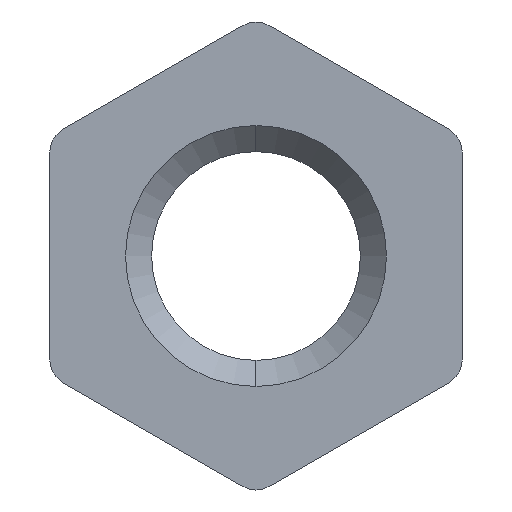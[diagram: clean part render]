
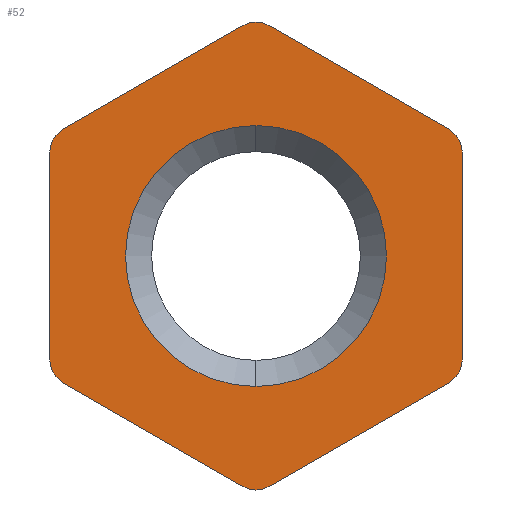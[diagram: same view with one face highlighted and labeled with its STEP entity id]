
A CAD part, front view. The second image highlights one B-rep face of the part: STEP entity #52.
In plain terms, the highlighted planar face has unit normal (0, -1, 0).
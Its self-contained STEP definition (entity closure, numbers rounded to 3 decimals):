
#2 = CIRCLE ( 'NONE', #385, 0.5 ) ;
#9 = EDGE_CURVE ( 'NONE', #301, #659, #2, .T. ) ;
#11 = ORIENTED_EDGE ( 'NONE', *, *, #422, .F. ) ;
#17 = DIRECTION ( 'NONE',  ( 0., 1., 0. ) ) ;
#20 = CARTESIAN_POINT ( 'NONE',  ( -3.95, -1.35, -1.992 ) ) ;
#21 = CARTESIAN_POINT ( 'NONE',  ( -3.45, -1.35, 1.992 ) ) ;
#27 = CARTESIAN_POINT ( 'NONE',  ( 0., -1.35, 3.984 ) ) ;
#29 = DIRECTION ( 'NONE',  ( 0., 0., 1. ) ) ;
#33 = CARTESIAN_POINT ( 'NONE',  ( 0., -1.35, -3.984 ) ) ;
#36 = CARTESIAN_POINT ( 'NONE',  ( -3.95, -1.35, -2.281 ) ) ;
#42 = VECTOR ( 'NONE', #275, 1000. ) ;
#43 = EDGE_CURVE ( 'NONE', #306, #522, #406, .T. ) ;
#46 = AXIS2_PLACEMENT_3D ( 'NONE', #21, #640, #643 ) ;
#47 = CARTESIAN_POINT ( 'NONE',  ( 0.25, -1.35, -4.417 ) ) ;
#48 = DIRECTION ( 'NONE',  ( 0., 0., 1. ) ) ;
#49 = VERTEX_POINT ( 'NONE', #310 ) ;
#50 = CARTESIAN_POINT ( 'NONE',  ( 0., -1.35, -2.5 ) ) ;
#51 = FACE_OUTER_BOUND ( 'NONE', #426, .T. ) ;
#52 = ADVANCED_FACE ( 'NONE', ( #514, #51 ), #255, .F. ) ;
#61 = VERTEX_POINT ( 'NONE', #634 ) ;
#62 = CARTESIAN_POINT ( 'NONE',  ( 0., -1.35, -4.561 ) ) ;
#65 = VERTEX_POINT ( 'NONE', #176 ) ;
#68 = CARTESIAN_POINT ( 'NONE',  ( 3.45, -1.35, -1.992 ) ) ;
#74 = DIRECTION ( 'NONE',  ( 0., 0., 1. ) ) ;
#75 = EDGE_CURVE ( 'NONE', #428, #49, #515, .T. ) ;
#80 = CARTESIAN_POINT ( 'NONE',  ( 0., -1.35, 0. ) ) ;
#88 = VERTEX_POINT ( 'NONE', #590 ) ;
#94 = ORIENTED_EDGE ( 'NONE', *, *, #43, .T. ) ;
#99 = DIRECTION ( 'NONE',  ( 0., -1., 0. ) ) ;
#115 = CARTESIAN_POINT ( 'NONE',  ( 3.7, -1.35, 2.425 ) ) ;
#132 = CARTESIAN_POINT ( 'NONE',  ( 3.95, -1.35, 1.992 ) ) ;
#135 = CARTESIAN_POINT ( 'NONE',  ( -0.25, -1.35, -4.417 ) ) ;
#141 = EDGE_CURVE ( 'NONE', #432, #321, #535, .T. ) ;
#142 = VERTEX_POINT ( 'NONE', #431 ) ;
#143 = DIRECTION ( 'NONE',  ( 0., 1., 0. ) ) ;
#145 = ORIENTED_EDGE ( 'NONE', *, *, #631, .T. ) ;
#158 = EDGE_CURVE ( 'NONE', #88, #65, #341, .T. ) ;
#163 = ORIENTED_EDGE ( 'NONE', *, *, #435, .T. ) ;
#176 = CARTESIAN_POINT ( 'NONE',  ( -3.95, -1.35, 1.992 ) ) ;
#178 = AXIS2_PLACEMENT_3D ( 'NONE', #394, #143, #349 ) ;
#179 = DIRECTION ( 'NONE',  ( 0., 0., -1. ) ) ;
#189 = CARTESIAN_POINT ( 'NONE',  ( 0., -1.35, -4.484 ) ) ;
#198 = ORIENTED_EDGE ( 'NONE', *, *, #141, .T. ) ;
#200 = EDGE_CURVE ( 'NONE', #659, #362, #223, .T. ) ;
#217 = CARTESIAN_POINT ( 'NONE',  ( 3.45, -1.35, 1.992 ) ) ;
#223 = CIRCLE ( 'NONE', #595, 0.5 ) ;
#239 = DIRECTION ( 'NONE',  ( -0.866, 0., -0.5 ) ) ;
#244 = DIRECTION ( 'NONE',  ( 0., 0., 1. ) ) ;
#245 = VECTOR ( 'NONE', #179, 1000. ) ;
#247 = LINE ( 'NONE', #36, #259 ) ;
#253 = VECTOR ( 'NONE', #367, 1000. ) ;
#254 = DIRECTION ( 'NONE',  ( 0., 0., 1. ) ) ;
#255 = PLANE ( 'NONE',  #297 ) ;
#259 = VECTOR ( 'NONE', #340, 1000. ) ;
#261 = EDGE_CURVE ( 'NONE', #432, #362, #545, .T. ) ;
#273 = DIRECTION ( 'NONE',  ( 0., -1., 0. ) ) ;
#274 = ORIENTED_EDGE ( 'NONE', *, *, #158, .T. ) ;
#275 = DIRECTION ( 'NONE',  ( 0.866, 0., 0.5 ) ) ;
#282 = DIRECTION ( 'NONE',  ( 0.866, 0., -0.5 ) ) ;
#283 = CARTESIAN_POINT ( 'NONE',  ( 0., -1.35, 0. ) ) ;
#297 = AXIS2_PLACEMENT_3D ( 'NONE', #80, #17, #74 ) ;
#298 = ORIENTED_EDGE ( 'NONE', *, *, #523, .F. ) ;
#300 = EDGE_CURVE ( 'NONE', #465, #65, #247, .T. ) ;
#301 = VERTEX_POINT ( 'NONE', #135 ) ;
#303 = ORIENTED_EDGE ( 'NONE', *, *, #9, .T. ) ;
#305 = CARTESIAN_POINT ( 'NONE',  ( 3.7, -1.35, -2.425 ) ) ;
#306 = VERTEX_POINT ( 'NONE', #132 ) ;
#310 = CARTESIAN_POINT ( 'NONE',  ( 0., -1.35, 2.5 ) ) ;
#311 = ORIENTED_EDGE ( 'NONE', *, *, #500, .F. ) ;
#321 = VERTEX_POINT ( 'NONE', #554 ) ;
#325 = CARTESIAN_POINT ( 'NONE',  ( 0., -1.35, 4.561 ) ) ;
#338 = AXIS2_PLACEMENT_3D ( 'NONE', #27, #343, #391 ) ;
#340 = DIRECTION ( 'NONE',  ( 0., 0., 1. ) ) ;
#341 = CIRCLE ( 'NONE', #46, 0.5 ) ;
#343 = DIRECTION ( 'NONE',  ( 0., -1., 0. ) ) ;
#348 = VECTOR ( 'NONE', #239, 1000. ) ;
#349 = DIRECTION ( 'NONE',  ( 0., 0., 1. ) ) ;
#362 = VERTEX_POINT ( 'NONE', #47 ) ;
#367 = DIRECTION ( 'NONE',  ( -0.866, 0., 0.5 ) ) ;
#385 = AXIS2_PLACEMENT_3D ( 'NONE', #527, #562, #48 ) ;
#391 = DIRECTION ( 'NONE',  ( 0., 0., 1. ) ) ;
#394 = CARTESIAN_POINT ( 'NONE',  ( 0., -1.35, 0. ) ) ;
#406 = CIRCLE ( 'NONE', #608, 0.5 ) ;
#411 = ORIENTED_EDGE ( 'NONE', *, *, #300, .F. ) ;
#419 = EDGE_LOOP ( 'NONE', ( #672, #662 ) ) ;
#422 = EDGE_CURVE ( 'NONE', #301, #61, #459, .T. ) ;
#423 = DIRECTION ( 'NONE',  ( 0., -1., 0. ) ) ;
#426 = EDGE_LOOP ( 'NONE', ( #311, #94, #298, #145, #507, #274, #411, #163, #11, #303, #605, #531, #198 ) ) ;
#428 = VERTEX_POINT ( 'NONE', #50 ) ;
#431 = CARTESIAN_POINT ( 'NONE',  ( -0.25, -1.35, 4.417 ) ) ;
#432 = VERTEX_POINT ( 'NONE', #305 ) ;
#435 = EDGE_CURVE ( 'NONE', #465, #61, #442, .T. ) ;
#439 = LINE ( 'NONE', #478, #42 ) ;
#440 = DIRECTION ( 'NONE',  ( 0., 1., 0. ) ) ;
#442 = CIRCLE ( 'NONE', #581, 0.5 ) ;
#459 = LINE ( 'NONE', #62, #253 ) ;
#465 = VERTEX_POINT ( 'NONE', #20 ) ;
#467 = CIRCLE ( 'NONE', #178, 2.5 ) ;
#478 = CARTESIAN_POINT ( 'NONE',  ( -3.95, -1.35, 2.281 ) ) ;
#479 = DIRECTION ( 'NONE',  ( 0., 0., 1. ) ) ;
#486 = AXIS2_PLACEMENT_3D ( 'NONE', #283, #440, #29 ) ;
#496 = CARTESIAN_POINT ( 'NONE',  ( 3.95, -1.35, -2.281 ) ) ;
#500 = EDGE_CURVE ( 'NONE', #306, #321, #532, .T. ) ;
#502 = CARTESIAN_POINT ( 'NONE',  ( 0.25, -1.35, 4.417 ) ) ;
#507 = ORIENTED_EDGE ( 'NONE', *, *, #551, .F. ) ;
#509 = CARTESIAN_POINT ( 'NONE',  ( -3.45, -1.35, -1.992 ) ) ;
#514 = FACE_BOUND ( 'NONE', #419, .T. ) ;
#515 = CIRCLE ( 'NONE', #486, 2.5 ) ;
#522 = VERTEX_POINT ( 'NONE', #115 ) ;
#523 = EDGE_CURVE ( 'NONE', #609, #522, #584, .T. ) ;
#527 = CARTESIAN_POINT ( 'NONE',  ( 0., -1.35, -3.984 ) ) ;
#531 = ORIENTED_EDGE ( 'NONE', *, *, #261, .F. ) ;
#532 = LINE ( 'NONE', #638, #245 ) ;
#535 = CIRCLE ( 'NONE', #649, 0.5 ) ;
#545 = LINE ( 'NONE', #496, #348 ) ;
#551 = EDGE_CURVE ( 'NONE', #88, #142, #439, .T. ) ;
#554 = CARTESIAN_POINT ( 'NONE',  ( 3.95, -1.35, -1.992 ) ) ;
#562 = DIRECTION ( 'NONE',  ( 0., -1., 0. ) ) ;
#572 = VECTOR ( 'NONE', #282, 1000. ) ;
#576 = DIRECTION ( 'NONE',  ( 0., 0., 1. ) ) ;
#581 = AXIS2_PLACEMENT_3D ( 'NONE', #509, #99, #254 ) ;
#584 = LINE ( 'NONE', #325, #572 ) ;
#590 = CARTESIAN_POINT ( 'NONE',  ( -3.7, -1.35, 2.425 ) ) ;
#595 = AXIS2_PLACEMENT_3D ( 'NONE', #33, #603, #244 ) ;
#603 = DIRECTION ( 'NONE',  ( 0., -1., 0. ) ) ;
#605 = ORIENTED_EDGE ( 'NONE', *, *, #200, .T. ) ;
#608 = AXIS2_PLACEMENT_3D ( 'NONE', #217, #423, #576 ) ;
#609 = VERTEX_POINT ( 'NONE', #502 ) ;
#626 = CIRCLE ( 'NONE', #338, 0.5 ) ;
#631 = EDGE_CURVE ( 'NONE', #609, #142, #626, .T. ) ;
#634 = CARTESIAN_POINT ( 'NONE',  ( -3.7, -1.35, -2.425 ) ) ;
#638 = CARTESIAN_POINT ( 'NONE',  ( 3.95, -1.35, 2.281 ) ) ;
#640 = DIRECTION ( 'NONE',  ( 0., -1., 0. ) ) ;
#643 = DIRECTION ( 'NONE',  ( 0., 0., 1. ) ) ;
#649 = AXIS2_PLACEMENT_3D ( 'NONE', #68, #273, #479 ) ;
#659 = VERTEX_POINT ( 'NONE', #189 ) ;
#662 = ORIENTED_EDGE ( 'NONE', *, *, #670, .T. ) ;
#670 = EDGE_CURVE ( 'NONE', #49, #428, #467, .T. ) ;
#672 = ORIENTED_EDGE ( 'NONE', *, *, #75, .T. ) ;
